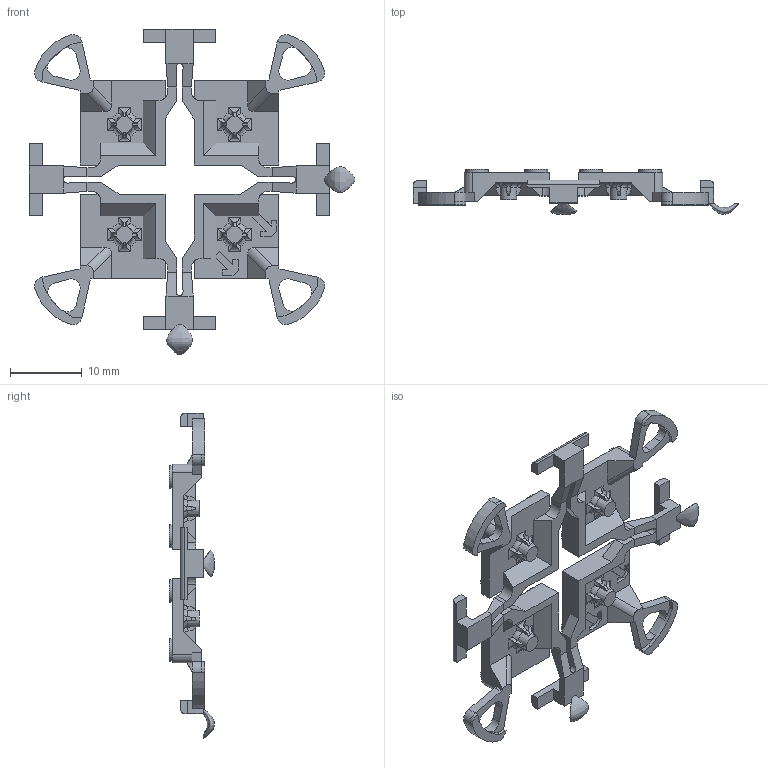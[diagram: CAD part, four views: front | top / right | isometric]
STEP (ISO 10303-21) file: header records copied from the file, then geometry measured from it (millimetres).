
FILE_DESCRIPTION(/* description */ (''),/* implementation_level */ '2;1');
FILE_NAME(/* name */ 'Remote Buttons.stp',/* time_stamp */ '2017-04-19T13:13:35-07:00',/* author */ ('Samuel Clay'),/* organization */ (''),/* preprocessor_version */ 'ST-DEVELOPER v16.1',/* originating_system */ 'Autodesk Inventor 2016',/* authorisation */ '');
FILE_SCHEMA (('AUTOMOTIVE_DESIGN { 1 0 10303 214 3 1 1 }'));
Length unit declared in the file: inch
Products named in the file (1): Remote Buttons
Bounding box: 45.44 x 6.29 x 45.44 mm (x, y, z)
Volume: 1670 mm3; surface area: 3022.9 mm2
Topology: 3 solids, 3 shells, 469 faces, 1255 edges, 806 vertices
Faces by surface type: plane 302, cylinder 140, torus 16, cone 9, bspline 2
Full cylindrical faces by diameter (mm): 3.175 x12
Entity records: 15084 total; most frequent: CARTESIAN_POINT 3307, ORIENTED_EDGE 2464, DIRECTION 2424, EDGE_CURVE 1232, LINE 812, VECTOR 812, AXIS2_PLACEMENT_3D 806, VERTEX_POINT 802
